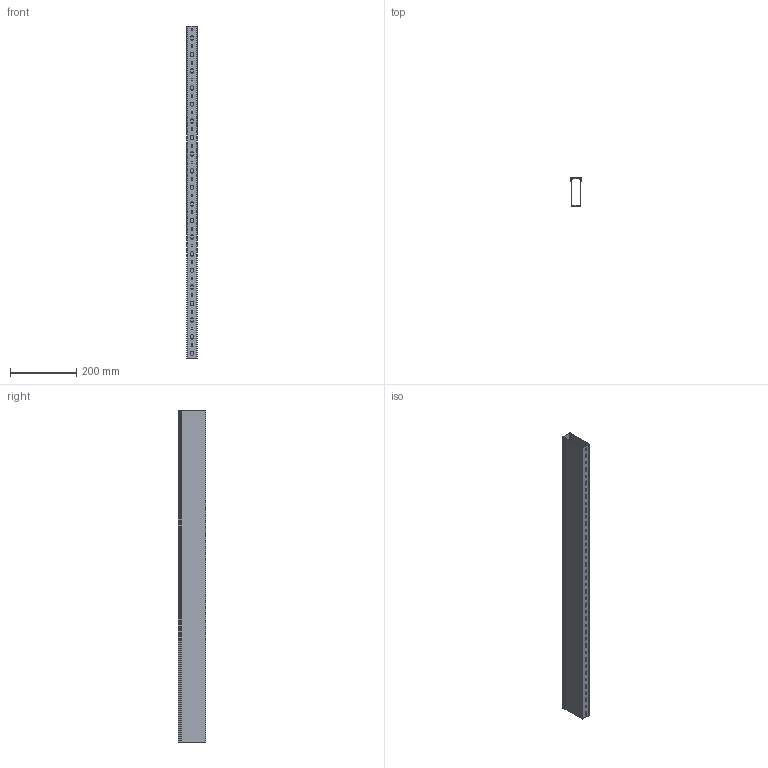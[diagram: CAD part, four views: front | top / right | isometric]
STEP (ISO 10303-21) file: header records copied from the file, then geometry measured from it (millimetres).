
FILE_DESCRIPTION(/* description */ ('Alibre Inc.'),/* implementation_level */ '2;1');
FILE_NAME(/* name */ 'export-6445779C-AF70-477F-A36A-C3CBE98B2CF7',/* time_stamp */ '2022-08-29T11:35:35+02:00',/* author */ (''),/* organization */ (''),/* preprocessor_version */ 'ST-DEVELOPER v17',/* originating_system */ 'Alibre',/* authorisation */ '');
FILE_SCHEMA (('AUTOMOTIVE_DESIGN'));
Length unit declared in the file: millimetre
Products named in the file (3): 2566-1 Wiring duct_simpel; 2566-2 Duct cover; 2566 Wiring Duct 84x31 (84mm high, 31mm wide)
Bounding box: 31 x 84 x 1000 mm (x, y, z)
Volume: 309568.3 mm3; surface area: 492679.5 mm2
Topology: 2 solids, 2 shells, 236 faces, 696 edges, 464 vertices
Faces by surface type: cylinder 122, plane 114
Entity records: 8059 total; most frequent: CARTESIAN_POINT 1400, ORIENTED_EDGE 1392, DIRECTION 1306, EDGE_CURVE 696, AXIS2_PLACEMENT_3D 484, VERTEX_POINT 464, VECTOR 452, LINE 452
